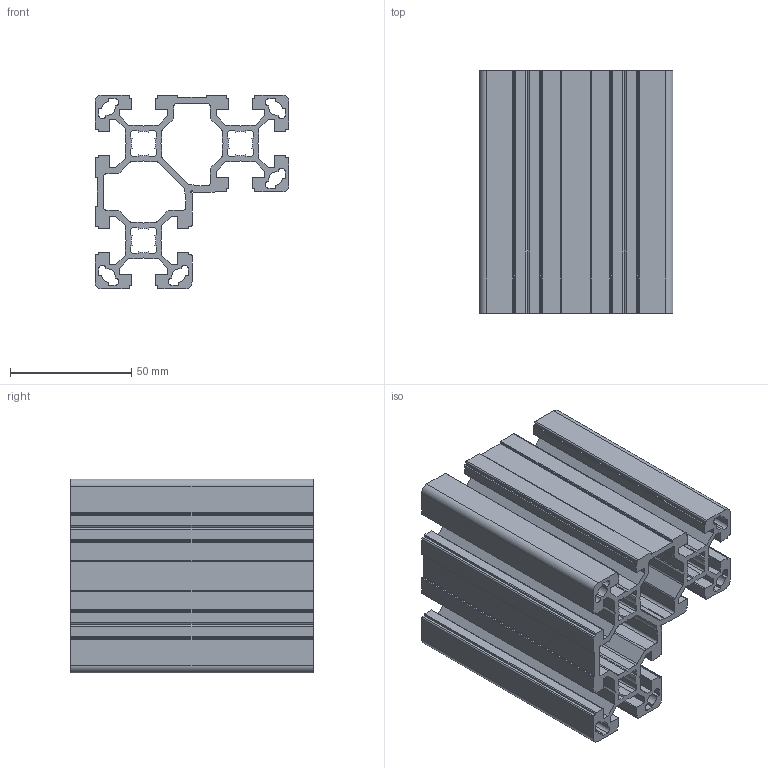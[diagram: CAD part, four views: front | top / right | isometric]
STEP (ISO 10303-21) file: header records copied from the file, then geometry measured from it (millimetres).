
FILE_DESCRIPTION( ( 'Unknown' ), '1' );
FILE_NAME( '6111312', 'Unknown', ( 'Unknown' ), ( 'JUGARD+KÜNSTNER GmbH' ), 'XStep 1.0', 'Unknown', ' ' );
FILE_SCHEMA( ( 'automotive_design' ) );
Length unit declared in the file: millimetre
Products named in the file (1): 1
Bounding box: 80 x 100 x 80 mm (x, y, z)
Volume: 154293.8 mm3; surface area: 114261 mm2
Topology: 1 solids, 1 shells, 398 faces, 1188 edges, 792 vertices
Faces by surface type: plane 266, cylinder 132
Entity records: 16596 total; most frequent: CARTESIAN_POINT 2379, ORIENTED_EDGE 2376, DIRECTION 2250, EDGE_CURVE 1188, LINE 924, VECTOR 924, VERTEX_POINT 792, AXIS2_PLACEMENT_3D 663
